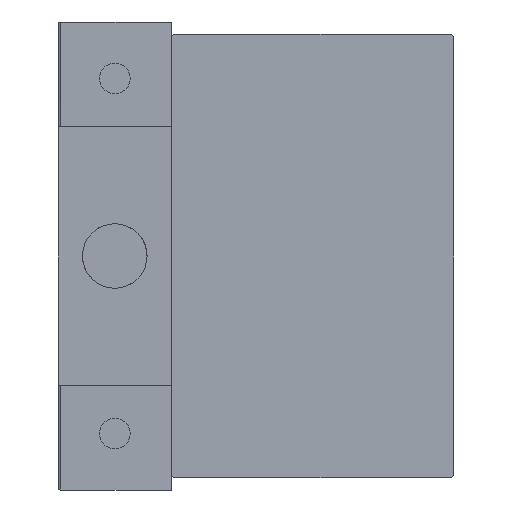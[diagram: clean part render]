
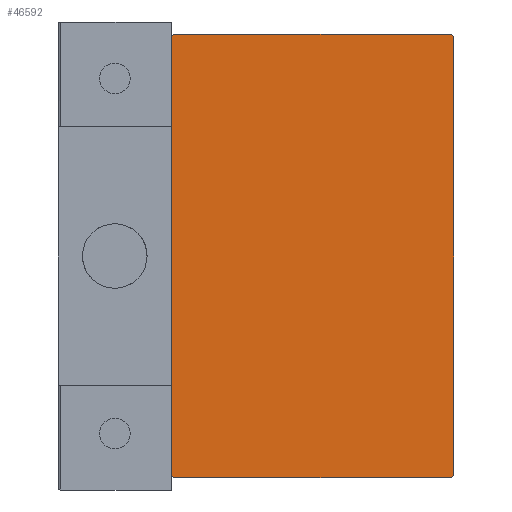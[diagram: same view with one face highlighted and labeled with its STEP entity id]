
A CAD part, left-side view. The second image highlights one B-rep face of the part: STEP entity #46592.
In plain terms, the highlighted face is planar.
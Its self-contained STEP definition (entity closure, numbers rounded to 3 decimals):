
#3231 = DIRECTION ( 'NONE',  ( 0., 1., 0. ) ) ;
#3289 = LINE ( 'NONE', #22340, #46284 ) ;
#3740 = ORIENTED_EDGE ( 'NONE', *, *, #5496, .T. ) ;
#3920 = CARTESIAN_POINT ( 'NONE',  ( 76., -17.5, 27.5 ) ) ;
#5496 = EDGE_CURVE ( 'NONE', #21843, #13620, #47155, .T. ) ;
#7119 = VECTOR ( 'NONE', #15119, 1000. ) ;
#8414 = EDGE_CURVE ( 'NONE', #44390, #29910, #43312, .T. ) ;
#8486 = DIRECTION ( 'NONE',  ( 0., 0., -1. ) ) ;
#10161 = VECTOR ( 'NONE', #8486, 1000. ) ;
#10240 = DIRECTION ( 'NONE',  ( 0., 0.707, 0.707 ) ) ;
#10276 = VECTOR ( 'NONE', #3231, 1000. ) ;
#10625 = VECTOR ( 'NONE', #23459, 1000. ) ;
#11656 = LINE ( 'NONE', #12152, #34854 ) ;
#11846 = EDGE_CURVE ( 'NONE', #22255, #11964, #22288, .T. ) ;
#11964 = VERTEX_POINT ( 'NONE', #24758 ) ;
#12152 = CARTESIAN_POINT ( 'NONE',  ( 76., -22.35, 22.35 ) ) ;
#12216 = ORIENTED_EDGE ( 'NONE', *, *, #11846, .T. ) ;
#12928 = CARTESIAN_POINT ( 'NONE',  ( 76., -17.2, -27.5 ) ) ;
#13620 = VERTEX_POINT ( 'NONE', #35175 ) ;
#15054 = CARTESIAN_POINT ( 'NONE',  ( 76., 0., 0. ) ) ;
#15119 = DIRECTION ( 'NONE',  ( 0., -1., 0. ) ) ;
#17802 = VERTEX_POINT ( 'NONE', #20709 ) ;
#18254 = EDGE_CURVE ( 'NONE', #13620, #44390, #11656, .T. ) ;
#18710 = CARTESIAN_POINT ( 'NONE',  ( 76., -17.5, -27.5 ) ) ;
#18978 = ORIENTED_EDGE ( 'NONE', *, *, #8414, .T. ) ;
#19117 = DIRECTION ( 'NONE',  ( 1., 0., 0. ) ) ;
#20709 = CARTESIAN_POINT ( 'NONE',  ( 76., 17.5, 27.2 ) ) ;
#20835 = ORIENTED_EDGE ( 'NONE', *, *, #40619, .T. ) ;
#20975 = EDGE_CURVE ( 'NONE', #29910, #22255, #28965, .T. ) ;
#21843 = VERTEX_POINT ( 'NONE', #24658 ) ;
#22255 = VERTEX_POINT ( 'NONE', #12928 ) ;
#22288 = LINE ( 'NONE', #18710, #10276 ) ;
#22340 = CARTESIAN_POINT ( 'NONE',  ( 76., 22.35, 22.35 ) ) ;
#23206 = DIRECTION ( 'NONE',  ( 0., 0., -1. ) ) ;
#23459 = DIRECTION ( 'NONE',  ( 0., 0., 1. ) ) ;
#24366 = VECTOR ( 'NONE', #44215, 1000. ) ;
#24658 = CARTESIAN_POINT ( 'NONE',  ( 76., 17.2, 27.5 ) ) ;
#24758 = CARTESIAN_POINT ( 'NONE',  ( 76., 17.2, -27.5 ) ) ;
#26771 = FACE_OUTER_BOUND ( 'NONE', #32997, .T. ) ;
#28965 = LINE ( 'NONE', #44713, #24366 ) ;
#29910 = VERTEX_POINT ( 'NONE', #42185 ) ;
#29987 = DIRECTION ( 'NONE',  ( 0., -0.707, 0.707 ) ) ;
#30078 = LINE ( 'NONE', #34380, #34625 ) ;
#30587 = PLANE ( 'NONE',  #36663 ) ;
#31090 = LINE ( 'NONE', #31581, #10625 ) ;
#31581 = CARTESIAN_POINT ( 'NONE',  ( 76., 17.5, -27.5 ) ) ;
#32997 = EDGE_LOOP ( 'NONE', ( #12216, #45522, #36005, #20835, #3740, #47977, #18978, #38777 ) ) ;
#34380 = CARTESIAN_POINT ( 'NONE',  ( 76., 22.35, -22.35 ) ) ;
#34625 = VECTOR ( 'NONE', #10240, 1000. ) ;
#34854 = VECTOR ( 'NONE', #46732, 1000. ) ;
#34922 = CARTESIAN_POINT ( 'NONE',  ( 76., -17.5, 27.2 ) ) ;
#35175 = CARTESIAN_POINT ( 'NONE',  ( 76., -17.2, 27.5 ) ) ;
#36005 = ORIENTED_EDGE ( 'NONE', *, *, #42320, .T. ) ;
#36663 = AXIS2_PLACEMENT_3D ( 'NONE', #15054, #19117, #23206 ) ;
#37789 = VERTEX_POINT ( 'NONE', #46637 ) ;
#38777 = ORIENTED_EDGE ( 'NONE', *, *, #20975, .T. ) ;
#39016 = CARTESIAN_POINT ( 'NONE',  ( 76., 17.5, 27.5 ) ) ;
#39039 = EDGE_CURVE ( 'NONE', #11964, #37789, #30078, .T. ) ;
#40619 = EDGE_CURVE ( 'NONE', #17802, #21843, #3289, .T. ) ;
#42185 = CARTESIAN_POINT ( 'NONE',  ( 76., -17.5, -27.2 ) ) ;
#42320 = EDGE_CURVE ( 'NONE', #37789, #17802, #31090, .T. ) ;
#43312 = LINE ( 'NONE', #3920, #10161 ) ;
#44215 = DIRECTION ( 'NONE',  ( 0., 0.707, -0.707 ) ) ;
#44390 = VERTEX_POINT ( 'NONE', #34922 ) ;
#44713 = CARTESIAN_POINT ( 'NONE',  ( 76., -22.35, -22.35 ) ) ;
#45522 = ORIENTED_EDGE ( 'NONE', *, *, #39039, .T. ) ;
#46284 = VECTOR ( 'NONE', #29987, 1000. ) ;
#46592 = ADVANCED_FACE ( 'NONE', ( #26771 ), #30587, .T. ) ;
#46637 = CARTESIAN_POINT ( 'NONE',  ( 76., 17.5, -27.2 ) ) ;
#46732 = DIRECTION ( 'NONE',  ( 0., -0.707, -0.707 ) ) ;
#47155 = LINE ( 'NONE', #39016, #7119 ) ;
#47977 = ORIENTED_EDGE ( 'NONE', *, *, #18254, .T. ) ;
